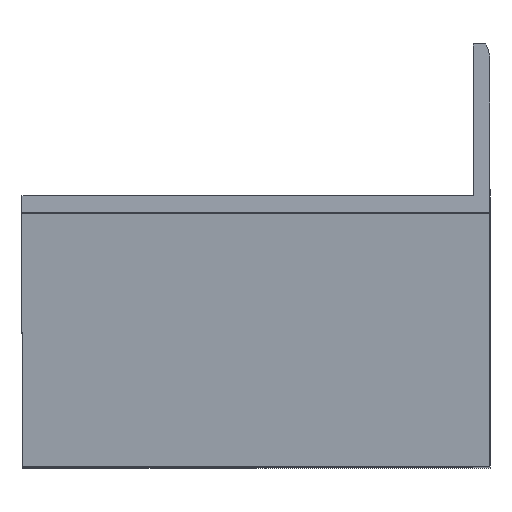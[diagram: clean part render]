
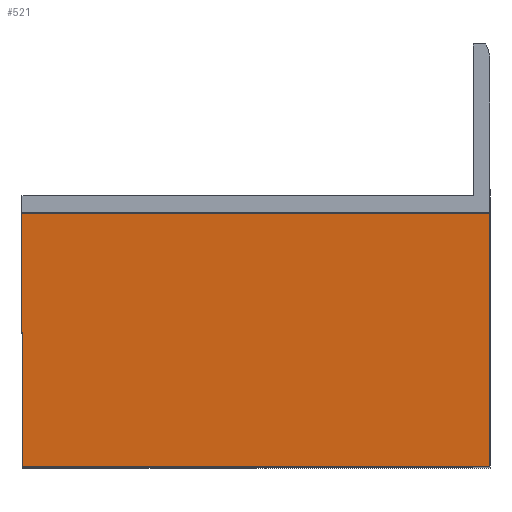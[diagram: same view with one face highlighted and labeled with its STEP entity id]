
A CAD part, top view. The second image highlights one B-rep face of the part: STEP entity #521.
In plain terms, the highlighted planar face has unit normal (0, -0.07, 0.998).
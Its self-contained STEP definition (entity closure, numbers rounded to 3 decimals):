
#69 = VERTEX_POINT ( 'NONE', #313 ) ;
#74 = LINE ( 'NONE', #565, #266 ) ;
#80 = CARTESIAN_POINT ( 'NONE',  ( 55.5, -67.2, 69.598 ) ) ;
#95 = DIRECTION ( 'NONE',  ( 0., -0.998, -0.07 ) ) ;
#96 = DIRECTION ( 'NONE',  ( 0., -0.07, 0.998 ) ) ;
#103 = PLANE ( 'NONE',  #225 ) ;
#113 = CARTESIAN_POINT ( 'NONE',  ( 53.5, -97.2, 67.5 ) ) ;
#135 = EDGE_CURVE ( 'NONE', #69, #469, #256, .T. ) ;
#175 = CARTESIAN_POINT ( 'NONE',  ( 0., -67.2, 69.598 ) ) ;
#176 = EDGE_CURVE ( 'NONE', #404, #69, #74, .T. ) ;
#189 = LINE ( 'NONE', #564, #196 ) ;
#191 = DIRECTION ( 'NONE',  ( 0., 0.998, 0.07 ) ) ;
#192 = EDGE_CURVE ( 'NONE', #552, #469, #189, .T. ) ;
#196 = VECTOR ( 'NONE', #547, 1000. ) ;
#225 = AXIS2_PLACEMENT_3D ( 'NONE', #113, #96, #95 ) ;
#240 = DIRECTION ( 'NONE',  ( 0., 0.998, 0.07 ) ) ;
#251 = CARTESIAN_POINT ( 'NONE',  ( 55.5, -97.2, 67.5 ) ) ;
#256 = LINE ( 'NONE', #315, #497 ) ;
#257 = LINE ( 'NONE', #251, #264 ) ;
#264 = VECTOR ( 'NONE', #240, 1000. ) ;
#266 = VECTOR ( 'NONE', #566, 1000. ) ;
#313 = CARTESIAN_POINT ( 'NONE',  ( 0., -97.2, 67.5 ) ) ;
#315 = CARTESIAN_POINT ( 'NONE',  ( 0., -97.2, 67.5 ) ) ;
#352 = CARTESIAN_POINT ( 'NONE',  ( 55.5, -97.2, 67.5 ) ) ;
#369 = EDGE_LOOP ( 'NONE', ( #539, #559, #479, #389 ) ) ;
#389 = ORIENTED_EDGE ( 'NONE', *, *, #437, .T. ) ;
#404 = VERTEX_POINT ( 'NONE', #352 ) ;
#437 = EDGE_CURVE ( 'NONE', #404, #552, #257, .T. ) ;
#469 = VERTEX_POINT ( 'NONE', #175 ) ;
#479 = ORIENTED_EDGE ( 'NONE', *, *, #176, .F. ) ;
#497 = VECTOR ( 'NONE', #191, 1000. ) ;
#521 = ADVANCED_FACE ( 'NONE', ( #544 ), #103, .T. ) ;
#539 = ORIENTED_EDGE ( 'NONE', *, *, #192, .T. ) ;
#544 = FACE_OUTER_BOUND ( 'NONE', #369, .T. ) ;
#547 = DIRECTION ( 'NONE',  ( -1., 0., 0. ) ) ;
#552 = VERTEX_POINT ( 'NONE', #80 ) ;
#559 = ORIENTED_EDGE ( 'NONE', *, *, #135, .F. ) ;
#564 = CARTESIAN_POINT ( 'NONE',  ( 53.5, -67.2, 69.598 ) ) ;
#565 = CARTESIAN_POINT ( 'NONE',  ( 53.5, -97.2, 67.5 ) ) ;
#566 = DIRECTION ( 'NONE',  ( -1., 0., 0. ) ) ;
